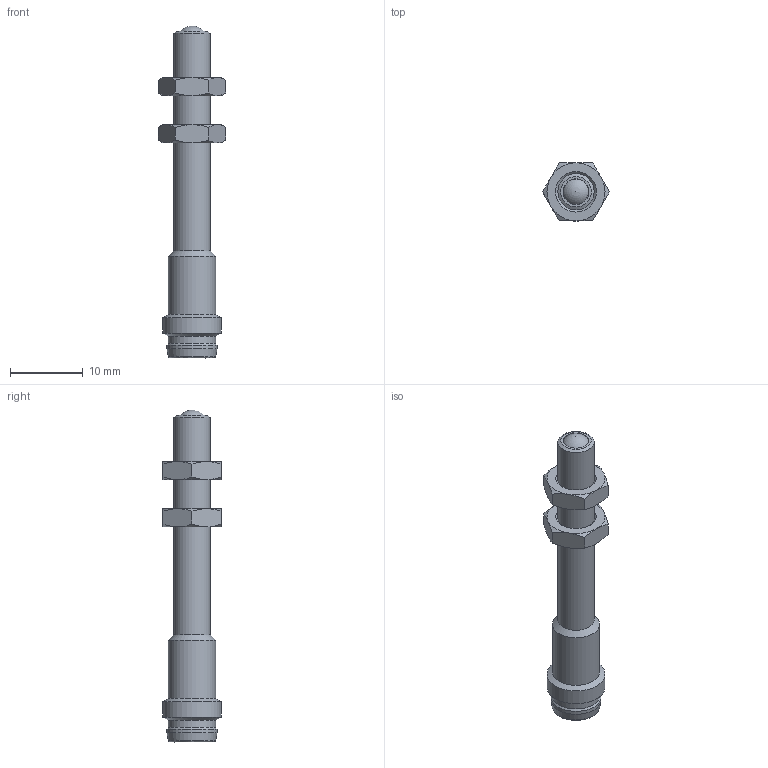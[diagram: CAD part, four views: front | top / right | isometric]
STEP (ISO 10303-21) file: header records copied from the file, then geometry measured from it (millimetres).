
FILE_DESCRIPTION (( 'STEP AP214' ), '1' );
FILE_NAME ('LLR-M05MA-NMS-400.STEP', '2019-08-13T14:59:41', ( '' ), ( '' ), 'SwSTEP 2.0', 'SolidWorks 2018', '' );
FILE_SCHEMA (( 'AUTOMOTIVE_DESIGN' ));
Length unit declared in the file: inch
Products named in the file (1): LLR-M05MA-NMS-400
Bounding box: 9.24 x 8 x 45.75 mm (x, y, z)
Volume: 1182.1 mm3; surface area: 1343.3 mm2
Topology: 3 solids, 3 shells, 75 faces, 172 edges, 106 vertices
Faces by surface type: cone 35, plane 21, cylinder 14, sphere 3, torus 2
Full cylindrical faces by diameter (mm): 1 x3, 3.46 x1, 3.55 x1, 5 x3, 5.7 x1, 5.8 x1, 6.5 x2, 6.9 x1, 8 x1
Entity records: 2125 total; most frequent: CARTESIAN_POINT 658, DIRECTION 282, ORIENTED_EDGE 240, AXIS2_PLACEMENT_3D 135, EDGE_CURVE 120, EDGE_LOOP 112, FACE_OUTER_BOUND 90, VERTEX_POINT 84
